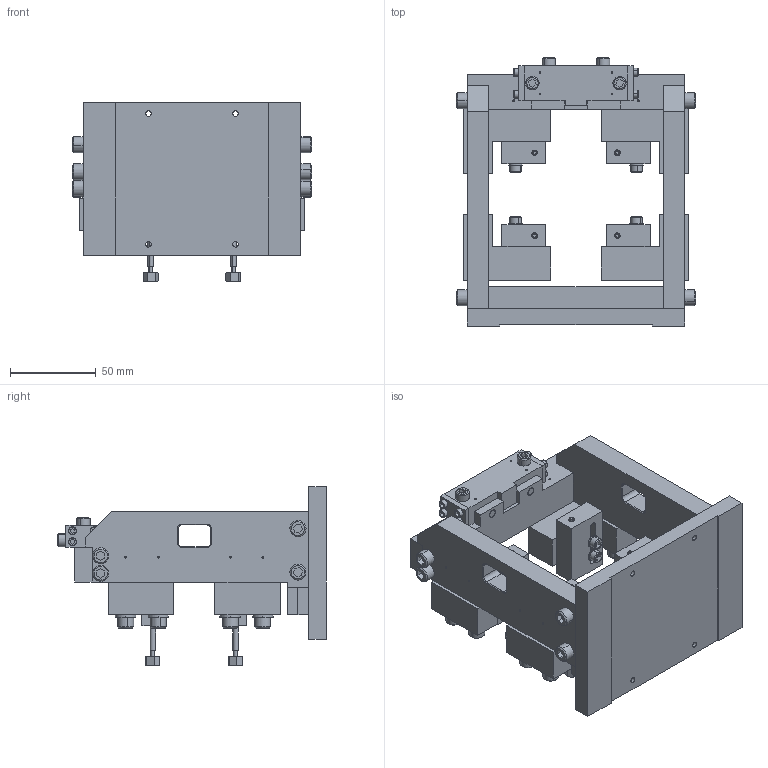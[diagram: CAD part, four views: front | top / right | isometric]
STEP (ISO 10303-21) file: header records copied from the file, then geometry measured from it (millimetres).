
FILE_DESCRIPTION (( 'STEP AP203' ), '1' );
FILE_NAME ('D080448-v1_AdLIGO_SUS_TT_Passive_Structure_Assy.STEP', '2009-06-30T16:23:53', ( ' ' ), ( ' ' ), 'SwSTEP 2.0', 'SolidWorks 2009', '' );
FILE_SCHEMA (( 'CONFIG_CONTROL_DESIGN' ));
Length unit declared in the file: inch
Products named in the file (18): SST_Socketheadcapscrew_SHCS #8-32  X 1; NAS 620 FLAT WASHERS_________ FLAT WASHERS NAS 620-C8  (OR EQUIV.); D080450_AdLIGO_SUS_TT_Passive_ECD_Mount; D000255_LOS_Assembly_PAM_Screw; D080722_AdLIGO_SUS_TT_Passive_ECD_Low-Damping; D080448-v1_AdLIGO_SUS_TT_Passive_Structure_Assy; D080062_AdLIGO_SUS_TT_Structure_Side_Left_In-Vacuum; D080060_AdLIGO_SUS_TT_Structure_Base_In-Vacuum; D080061_AdLIGO_SUS_TT_Structure_Side_Right_In-Vacuum; D080063_AdLIGO_SUS_TT_Suspension_Block_In-Vacuum; D080064_AdLIGO_SUS_TT_Suspension_Bar_In-Vacuum; D080065_AdLIGO_SUS_TT_Suspension_Wire_Clamp; Ag-SST_Socketheadcapscrew_SHCS #4-40  X 0.375; SST_Socketheadcapscrew_SHCS #10-24  X 1; NAS 620 FLAT WASHERS_________ FLAT WASHERS NAS 620-C416 (1-4)  (OR EQUIV.); SST_Socketheadcapscrew_SHCS 0.25-20  X 1; D970615_LOS_PAM_Screw; D960501_SOS_MAGNET
Assembly tree (73 placements, depth 3):
  D080448-v1_AdLIGO_SUS_TT_Passive_Structure_Assy
    D080063_AdLIGO_SUS_TT_Suspension_Block_In-Vacuum
    SST_Socketheadcapscrew_SHCS 0.25-20  X 1  x16
    D080065_AdLIGO_SUS_TT_Suspension_Wire_Clamp  x2
    SST_Socketheadcapscrew_SHCS #8-32  X 1  x8
    NAS 620 FLAT WASHERS_________ FLAT WASHERS NAS 620-C8  (OR EQUIV.)  x8
    Ag-SST_Socketheadcapscrew_SHCS #4-40  X 0.375  x8
    NAS 620 FLAT WASHERS_________ FLAT WASHERS NAS 620-C416 (1-4)  (OR EQUIV.)  x8
    D080064_AdLIGO_SUS_TT_Suspension_Bar_In-Vacuum
    D000255_LOS_Assembly_PAM_Screw  x4
      D970615_LOS_PAM_Screw
      D960501_SOS_MAGNET
    D080722_AdLIGO_SUS_TT_Passive_ECD_Low-Damping  x4
    D080060_AdLIGO_SUS_TT_Structure_Base_In-Vacuum
    D080062_AdLIGO_SUS_TT_Structure_Side_Left_In-Vacuum
    SST_Socketheadcapscrew_SHCS #10-24  X 1  x4
    D080450_AdLIGO_SUS_TT_Passive_ECD_Mount  x4
    D080061_AdLIGO_SUS_TT_Structure_Side_Right_In-Vacuum
Bounding box: 139.55 x 156.53 x 104.13 mm (x, y, z)
Volume: 521041.4 mm3; surface area: 163335.1 mm2
Topology: 75 solids, 75 shells, 1431 faces, 3224 edges, 2016 vertices
Faces by surface type: plane 643, cylinder 516, cone 272
Entity records: 20339 total; most frequent: CARTESIAN_POINT 3431, DIRECTION 2977, ORIENTED_EDGE 2594, EDGE_CURVE 1297, AXIS2_PLACEMENT_3D 1130, VERTEX_POINT 824, EDGE_LOOP 717, VECTOR 717
